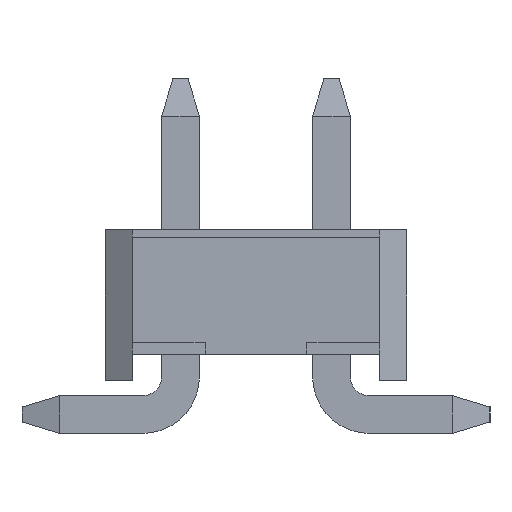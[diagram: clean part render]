
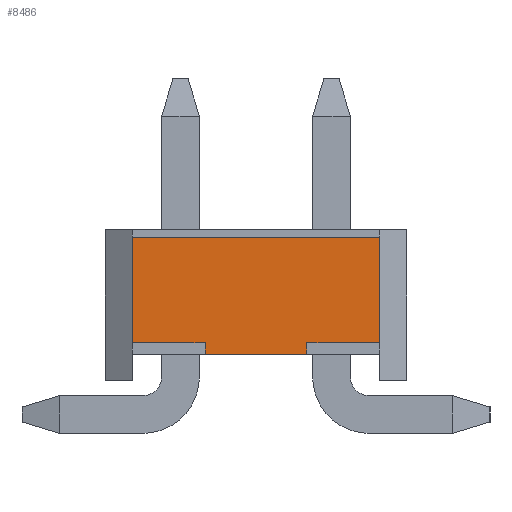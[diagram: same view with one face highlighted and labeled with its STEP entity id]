
A CAD part, front view. The second image highlights one B-rep face of the part: STEP entity #8486.
In plain terms, the highlighted face is planar.
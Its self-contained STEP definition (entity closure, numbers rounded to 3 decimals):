
#736=ORIENTED_EDGE('',*,*,#2182,.T.);
#737=ORIENTED_EDGE('',*,*,#1819,.F.);
#738=ORIENTED_EDGE('',*,*,#1813,.T.);
#739=ORIENTED_EDGE('',*,*,#2183,.T.);
#740=ORIENTED_EDGE('',*,*,#1834,.T.);
#741=ORIENTED_EDGE('',*,*,#1839,.T.);
#742=ORIENTED_EDGE('',*,*,#2181,.F.);
#743=ORIENTED_EDGE('',*,*,#1893,.F.);
#1813=EDGE_CURVE('',#2671,#2672,#3205,.T.);
#1819=EDGE_CURVE('',#2671,#2676,#3211,.T.);
#1834=EDGE_CURVE('',#2686,#2688,#3226,.T.);
#1839=EDGE_CURVE('',#2688,#2691,#3231,.T.);
#1893=EDGE_CURVE('',#2735,#2734,#3285,.T.);
#2181=EDGE_CURVE('',#2734,#2691,#3573,.T.);
#2182=EDGE_CURVE('',#2735,#2676,#3574,.T.);
#2183=EDGE_CURVE('',#2672,#2686,#3575,.T.);
#2671=VERTEX_POINT('',#10732);
#2672=VERTEX_POINT('',#10733);
#2676=VERTEX_POINT('',#10742);
#2686=VERTEX_POINT('',#10771);
#2688=VERTEX_POINT('',#10775);
#2691=VERTEX_POINT('',#10785);
#2734=VERTEX_POINT('',#10897);
#2735=VERTEX_POINT('',#10899);
#3205=LINE('',#10731,#4025);
#3211=LINE('',#10744,#4031);
#3226=LINE('',#10776,#4046);
#3231=LINE('',#10786,#4051);
#3285=LINE('',#10900,#4105);
#3573=LINE('',#11467,#4393);
#3574=LINE('',#11469,#4394);
#3575=LINE('',#11471,#4395);
#4025=VECTOR('',#9125,1000.);
#4031=VECTOR('',#9133,1000.);
#4046=VECTOR('',#9158,1000.);
#4051=VECTOR('',#9167,1000.);
#4105=VECTOR('',#9253,1000.);
#4393=VECTOR('',#9739,1000.);
#4394=VECTOR('',#9742,1000.);
#4395=VECTOR('',#9745,1000.);
#4974=EDGE_LOOP('',(#736,#737,#738,#739,#740,#741,#742,#743));
#5344=FACE_BOUND('',#4974,.T.);
#5704=PLANE('',#8843);
#8486=ADVANCED_FACE('',(#5344),#5704,.T.);
#8843=AXIS2_PLACEMENT_3D('',#11470,#9743,#9744);
#9125=DIRECTION('',(0.,0.,-1.));
#9133=DIRECTION('',(0.,1.,0.));
#9158=DIRECTION('',(0.,0.,1.));
#9167=DIRECTION('',(0.,-1.,0.));
#9253=DIRECTION('',(0.,-1.,0.));
#9739=DIRECTION('',(0.,0.,-1.));
#9742=DIRECTION('',(0.,0.,-1.));
#9743=DIRECTION('',(-1.,0.,0.));
#9744=DIRECTION('',(0.,0.,1.));
#9745=DIRECTION('',(0.,-1.,0.));
#10731=CARTESIAN_POINT('',(-5.,0.674,-0.5));
#10732=CARTESIAN_POINT('',(-5.,0.674,-0.5));
#10733=CARTESIAN_POINT('',(-5.,0.674,-0.65));
#10742=CARTESIAN_POINT('',(-5.,1.64,-0.5));
#10744=CARTESIAN_POINT('',(-5.,0.674,-0.5));
#10771=CARTESIAN_POINT('',(-5.,-0.674,-0.65));
#10775=CARTESIAN_POINT('',(-5.,-0.674,-0.5));
#10776=CARTESIAN_POINT('',(-5.,-0.674,-0.65));
#10785=CARTESIAN_POINT('',(-5.,-1.64,-0.5));
#10786=CARTESIAN_POINT('',(-5.,-0.674,-0.5));
#10897=CARTESIAN_POINT('',(-5.,-1.64,0.9));
#10899=CARTESIAN_POINT('',(-5.,1.64,0.9));
#10900=CARTESIAN_POINT('',(-5.,1.64,0.9));
#11467=CARTESIAN_POINT('',(-5.,-1.64,0.));
#11469=CARTESIAN_POINT('',(-5.,1.64,0.));
#11470=CARTESIAN_POINT('',(-5.,0.,0.));
#11471=CARTESIAN_POINT('',(-5.,0.,-0.65));
